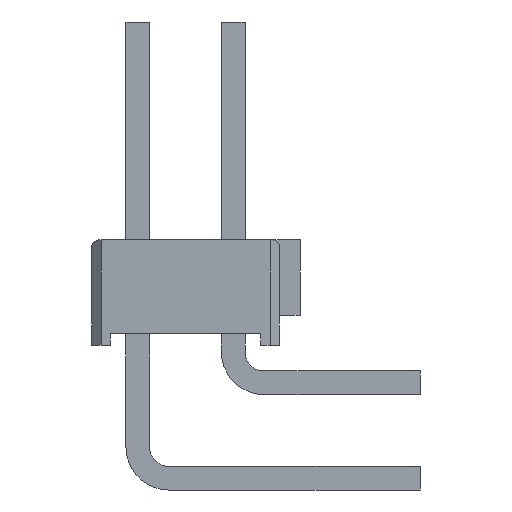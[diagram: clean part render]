
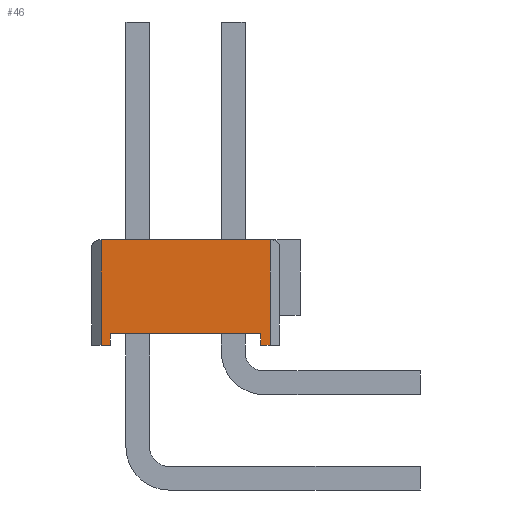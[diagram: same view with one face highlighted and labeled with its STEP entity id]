
A CAD part, left-side view. The second image highlights one B-rep face of the part: STEP entity #46.
In plain terms, the highlighted planar face has unit normal (-1, 0, 0).
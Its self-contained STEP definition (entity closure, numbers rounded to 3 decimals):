
#46=ADVANCED_FACE('',(#301),#302,.F.);
#301=FACE_OUTER_BOUND('',#833,.T.);
#302=PLANE('',#834);
#833=EDGE_LOOP('',(#1365,#1366,#1367,#1368,#1369,#1370,#1371,#1372));
#834=AXIS2_PLACEMENT_3D('',#1373,#1374,#1375);
#1365=ORIENTED_EDGE('',*,*,#3495,.F.);
#1366=ORIENTED_EDGE('',*,*,#3496,.F.);
#1367=ORIENTED_EDGE('',*,*,#3497,.F.);
#1368=ORIENTED_EDGE('',*,*,#3498,.F.);
#1369=ORIENTED_EDGE('',*,*,#3499,.F.);
#1370=ORIENTED_EDGE('',*,*,#3500,.F.);
#1371=ORIENTED_EDGE('',*,*,#3501,.F.);
#1372=ORIENTED_EDGE('',*,*,#3502,.T.);
#1373=CARTESIAN_POINT('',(-7.62,0.0,0.0));
#1374=DIRECTION('',(1.0,0.0,0.0));
#1375=DIRECTION('',(0.0,1.0,-0.0));
#3495=EDGE_CURVE('',#4179,#4180,#4181,.T.);
#3496=EDGE_CURVE('',#4182,#4179,#4183,.T.);
#3497=EDGE_CURVE('',#4184,#4182,#4185,.T.);
#3498=EDGE_CURVE('',#4186,#4184,#4187,.T.);
#3499=EDGE_CURVE('',#4188,#4186,#4189,.T.);
#3500=EDGE_CURVE('',#4190,#4188,#4191,.T.);
#3501=EDGE_CURVE('',#4192,#4190,#4193,.T.);
#3502=EDGE_CURVE('',#4192,#4180,#4194,.T.);
#4179=VERTEX_POINT('',#5319);
#4180=VERTEX_POINT('',#5320);
#4181=LINE('',#5321,#5322);
#4182=VERTEX_POINT('',#5323);
#4183=LINE('',#5324,#5325);
#4184=VERTEX_POINT('',#5326);
#4185=LINE('',#5327,#5328);
#4186=VERTEX_POINT('',#5329);
#4187=LINE('',#5330,#5331);
#4188=VERTEX_POINT('',#5332);
#4189=LINE('',#5333,#5334);
#4190=VERTEX_POINT('',#5335);
#4191=LINE('',#5336,#5337);
#4192=VERTEX_POINT('',#5338);
#4193=LINE('',#5339,#5340);
#4194=LINE('',#5341,#5342);
#5319=CARTESIAN_POINT('',(-7.62,2.0,-2.8));
#5320=CARTESIAN_POINT('',(-7.62,2.25,-2.8));
#5321=CARTESIAN_POINT('',(-7.62,2.0,-2.8));
#5322=VECTOR('',#7179,0.25);
#5323=CARTESIAN_POINT('',(-7.62,2.0,-2.5));
#5324=CARTESIAN_POINT('',(-7.62,2.0,-2.5));
#5325=VECTOR('',#7180,0.3);
#5326=CARTESIAN_POINT('',(-7.62,-2.0,-2.5));
#5327=CARTESIAN_POINT('',(-7.62,-2.0,-2.5));
#5328=VECTOR('',#7181,4.0);
#5329=CARTESIAN_POINT('',(-7.62,-2.0,-2.8));
#5330=CARTESIAN_POINT('',(-7.62,-2.0,-2.8));
#5331=VECTOR('',#7182,0.3);
#5332=CARTESIAN_POINT('',(-7.62,-2.25,-2.8));
#5333=CARTESIAN_POINT('',(-7.62,-2.25,-2.8));
#5334=VECTOR('',#7183,0.25);
#5335=CARTESIAN_POINT('',(-7.62,-2.25,0.0));
#5336=CARTESIAN_POINT('',(-7.62,-2.25,0.0));
#5337=VECTOR('',#7184,2.8);
#5338=CARTESIAN_POINT('',(-7.62,2.25,0.0));
#5339=CARTESIAN_POINT('',(-7.62,2.25,0.0));
#5340=VECTOR('',#7185,4.5);
#5341=CARTESIAN_POINT('',(-7.62,2.25,0.0));
#5342=VECTOR('',#7186,2.8);
#7179=DIRECTION('',(0.0,1.0,0.0));
#7180=DIRECTION('',(0.0,0.0,-1.0));
#7181=DIRECTION('',(0.0,1.0,0.0));
#7182=DIRECTION('',(0.0,0.0,1.0));
#7183=DIRECTION('',(0.0,1.0,0.0));
#7184=DIRECTION('',(0.0,0.0,-1.0));
#7185=DIRECTION('',(0.0,-1.0,0.0));
#7186=DIRECTION('',(0.0,0.0,-1.0));
